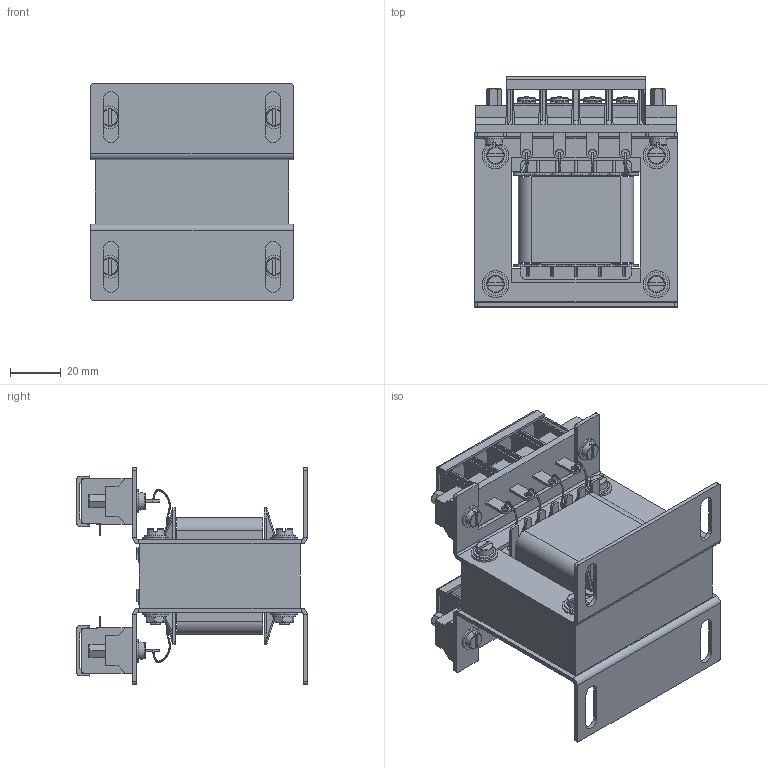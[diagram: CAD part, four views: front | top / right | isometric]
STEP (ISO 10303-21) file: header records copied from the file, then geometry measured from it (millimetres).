
FILE_DESCRIPTION (( 'STEP AP214' ), '1' );
FILE_NAME ('9101 STEP.STEP', '2025-04-12T04:38:15', ( '' ), ( '' ), 'SwSTEP 2.0', 'SolidWorks 2022', '' );
FILE_SCHEMA (( 'AUTOMOTIVE_DESIGN' ));
Length unit declared in the file: millimetre
Products named in the file (1): 9101 STEP
Bounding box: 80 x 90.8 x 85.4 mm (x, y, z)
Volume: 203569.2 mm3; surface area: 115070.7 mm2
Topology: 65 solids, 65 shells, 2828 faces, 7108 edges, 4420 vertices
Faces by surface type: plane 1642, cylinder 674, bspline 232, torus 152, cone 128
Entity records: 128056 total; most frequent: CARTESIAN_POINT 30827, ORIENTED_EDGE 14152, DIRECTION 12474, EDGE_CURVE 7076, VERTEX_POINT 4420, LINE 4352, VECTOR 4352, AXIS2_PLACEMENT_3D 4061
